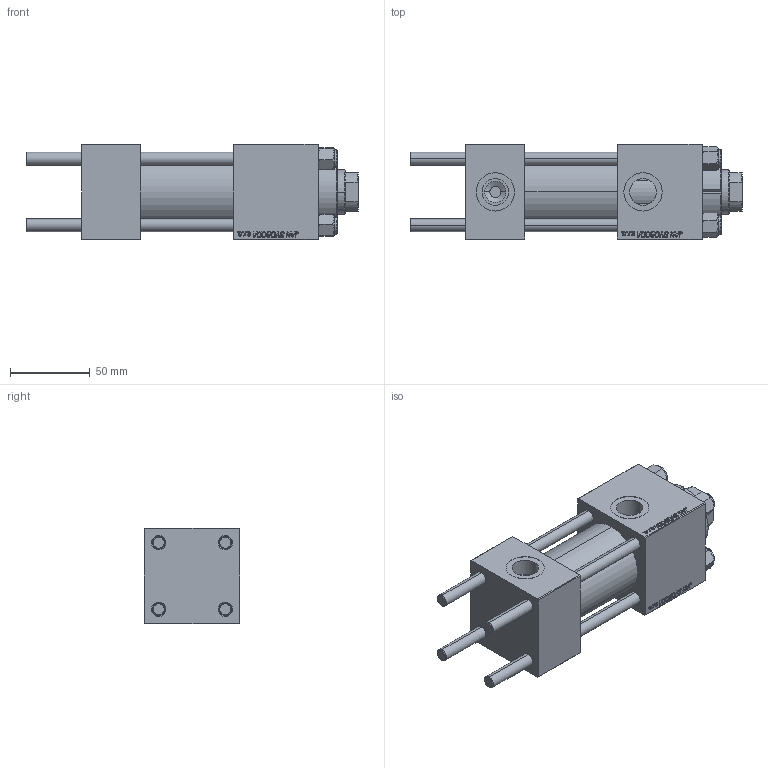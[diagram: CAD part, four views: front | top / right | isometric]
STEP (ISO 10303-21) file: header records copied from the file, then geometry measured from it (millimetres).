
FILE_DESCRIPTION (( 'STEP AP203' ), '1' );
FILE_NAME ('8c3b.STEP', '2022-04-16T13:18:34', ( '' ), ( '' ), 'SwSTEP 2.0', 'SolidWorks 2019', '' );
FILE_SCHEMA (( 'CONFIG_CONTROL_DESIGN' ));
Length unit declared in the file: millimetre
Products named in the file (6): NUT_M5 a4814360dc7ff38e00b4b0e19985dece; CR025_012_A_0_G_A_G_M_020_+#_##_TYCINKA a4814360dc7ff38e00b4b0e19985dece; V215CR_VCP a4814360dc7ff38e00b4b0e19985dece; V215CR_BODY_A a4814360dc7ff38e00b4b0e19985dece; V215_VC_A a4814360dc7ff38e00b4b0e19985dece; 8c3b
Assembly tree (11 placements, depth 2):
  8c3b
    V215CR_BODY_A a4814360dc7ff38e00b4b0e19985dece
    CR025_012_A_0_G_A_G_M_020_+#_##_TYCINKA a4814360dc7ff38e00b4b0e19985dece  x4
    NUT_M5 a4814360dc7ff38e00b4b0e19985dece  x4
    V215CR_VCP a4814360dc7ff38e00b4b0e19985dece
    V215_VC_A a4814360dc7ff38e00b4b0e19985dece
Bounding box: 208 x 60 x 60 mm (x, y, z)
Volume: 435392.5 mm3; surface area: 120233.3 mm2
Topology: 11 solids, 11 shells, 1141 faces, 2876 edges, 1867 vertices
Faces by surface type: plane 523, bspline 392, cone 136, cylinder 82, torus 8
Entity records: 50134 total; most frequent: CARTESIAN_POINT 27077, ORIENTED_EDGE 5244, DIRECTION 3284, EDGE_CURVE 2622, VERTEX_POINT 1723, VECTOR 1588, LINE 1588, EDGE_LOOP 1149
